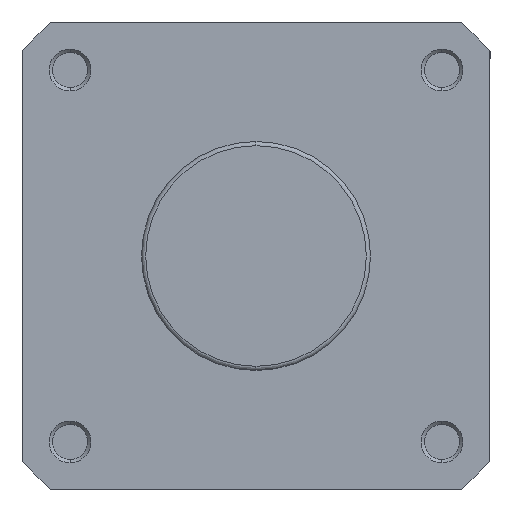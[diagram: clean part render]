
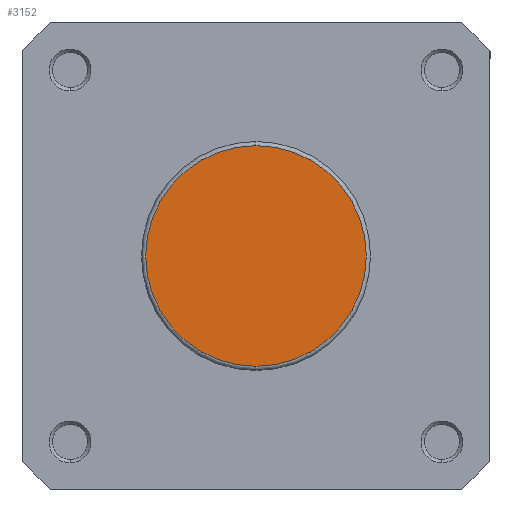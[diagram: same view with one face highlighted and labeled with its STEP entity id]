
A CAD part, left-side view. The second image highlights one B-rep face of the part: STEP entity #3152.
In plain terms, the highlighted planar face has unit normal (-1, 0, 0).
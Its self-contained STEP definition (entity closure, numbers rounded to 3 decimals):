
#477 = CARTESIAN_POINT ( 'NONE',  ( 0., 0., 26.4 ) ) ;
#564 = CARTESIAN_POINT ( 'NONE',  ( 0., 0., -26.4 ) ) ;
#932 = DIRECTION ( 'NONE',  ( 0., 0., -1. ) ) ;
#933 = DIRECTION ( 'NONE',  ( 1., 0., 0. ) ) ;
#961 = PLANE ( 'NONE',  #3554 ) ;
#975 = CARTESIAN_POINT ( 'NONE',  ( 0., 27.4, 0. ) ) ;
#2149 = CARTESIAN_POINT ( 'NONE',  ( 0., 0., 0. ) ) ;
#2150 = DIRECTION ( 'NONE',  ( -1., 0., 0. ) ) ;
#2151 = DIRECTION ( 'NONE',  ( 0., 0., -1. ) ) ;
#2291 = CARTESIAN_POINT ( 'NONE',  ( 0., 0., 0. ) ) ;
#2293 = DIRECTION ( 'NONE',  ( -1., 0., 0. ) ) ;
#2294 = DIRECTION ( 'NONE',  ( 0., 0., -1. ) ) ;
#3152 = ADVANCED_FACE ( 'NONE', ( #4155 ), #961, .F. ) ;
#3356 = EDGE_CURVE ( 'NONE', #6129, #5916, #4461, .T. ) ;
#3413 = EDGE_CURVE ( 'NONE', #5916, #6129, #4547, .T. ) ;
#3554 = AXIS2_PLACEMENT_3D ( 'NONE', #975, #933, #932 ) ;
#3763 = AXIS2_PLACEMENT_3D ( 'NONE', #2149, #2150, #2151 ) ;
#3819 = AXIS2_PLACEMENT_3D ( 'NONE', #2291, #2293, #2294 ) ;
#4155 = FACE_OUTER_BOUND ( 'NONE', #5324, .T. ) ;
#4461 = CIRCLE ( 'NONE', #3763, 26.4 ) ;
#4547 = CIRCLE ( 'NONE', #3819, 26.4 ) ;
#4987 = ORIENTED_EDGE ( 'NONE', *, *, #3356, .T. ) ;
#5069 = ORIENTED_EDGE ( 'NONE', *, *, #3413, .T. ) ;
#5324 = EDGE_LOOP ( 'NONE', ( #4987, #5069 ) ) ;
#5916 = VERTEX_POINT ( 'NONE', #477 ) ;
#6129 = VERTEX_POINT ( 'NONE', #564 ) ;
